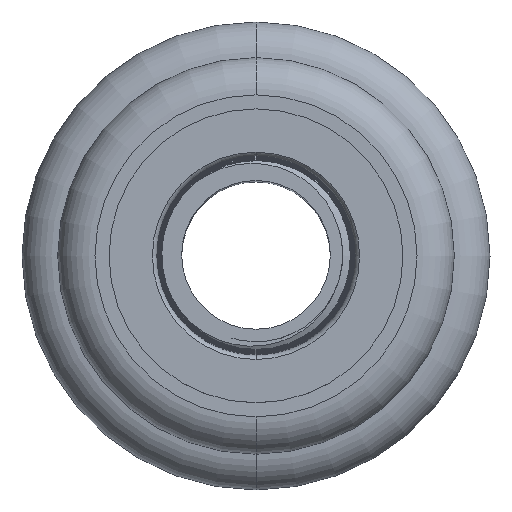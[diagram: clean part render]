
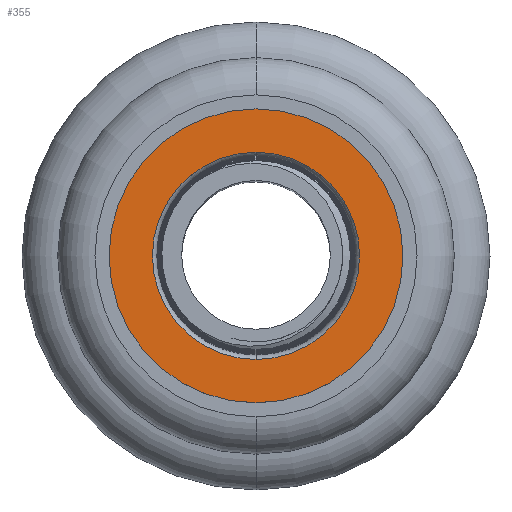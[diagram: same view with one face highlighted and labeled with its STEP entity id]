
A CAD part, top view. The second image highlights one B-rep face of the part: STEP entity #355.
In plain terms, the highlighted planar face has unit normal (0, 0, 1).
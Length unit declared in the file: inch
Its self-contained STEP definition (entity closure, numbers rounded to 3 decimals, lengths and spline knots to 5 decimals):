
#80=CARTESIAN_POINT('',(0.,0.,0.437));
#81=DIRECTION('',(0.,0.,1.));
#82=DIRECTION('',(0.,1.,0.));
#83=AXIS2_PLACEMENT_3D('',#80,#81,#82);
#85=CARTESIAN_POINT('',(0.,0.,0.437));
#86=DIRECTION('',(0.,0.,-1.));
#87=DIRECTION('',(0.,1.,0.));
#88=AXIS2_PLACEMENT_3D('',#85,#86,#87);
#90=CARTESIAN_POINT('',(0.,0.,0.437));
#91=DIRECTION('',(0.,0.,1.));
#92=DIRECTION('',(0.,1.,0.));
#93=AXIS2_PLACEMENT_3D('',#90,#91,#92);
#95=CARTESIAN_POINT('',(0.,0.,0.437));
#96=DIRECTION('',(0.,0.,1.));
#97=DIRECTION('',(0.,-1.,0.));
#98=AXIS2_PLACEMENT_3D('',#95,#96,#97);
#181=CARTESIAN_POINT('',(0.,0.741,0.437));
#183=VERTEX_POINT('',#181);
#191=CARTESIAN_POINT('',(0.,-0.741,0.437));
#193=VERTEX_POINT('',#191);
#218=CARTESIAN_POINT('',(0.,0.5225,0.437));
#219=CARTESIAN_POINT('',(0.,-0.5225,0.437));
#220=VERTEX_POINT('',#218);
#221=VERTEX_POINT('',#219);
#340=CARTESIAN_POINT('',(0.,0.,0.437));
#341=DIRECTION('',(0.,0.,-1.));
#342=DIRECTION('',(0.,-1.,0.));
#343=AXIS2_PLACEMENT_3D('',#340,#341,#342);
#344=PLANE('',#343);
#345=ORIENTED_EDGE('',*,*,#319,.F.);
#346=ORIENTED_EDGE('',*,*,#335,.T.);
#347=EDGE_LOOP('',(#345,#346));
#348=FACE_OUTER_BOUND('',#347,.F.);
#350=ORIENTED_EDGE('',*,*,#349,.T.);
#352=ORIENTED_EDGE('',*,*,#351,.T.);
#353=EDGE_LOOP('',(#350,#352));
#354=FACE_BOUND('',#353,.F.);
#355=ADVANCED_FACE('',(#348,#354),#344,.F.);
#84=CIRCLE('',#83,0.741);
#89=CIRCLE('',#88,0.741);
#94=CIRCLE('',#93,0.5225);
#99=CIRCLE('',#98,0.5225);
#319=EDGE_CURVE('',#183,#193,#84,.T.);
#335=EDGE_CURVE('',#183,#193,#89,.T.);
#349=EDGE_CURVE('',#220,#221,#94,.T.);
#351=EDGE_CURVE('',#221,#220,#99,.T.);
